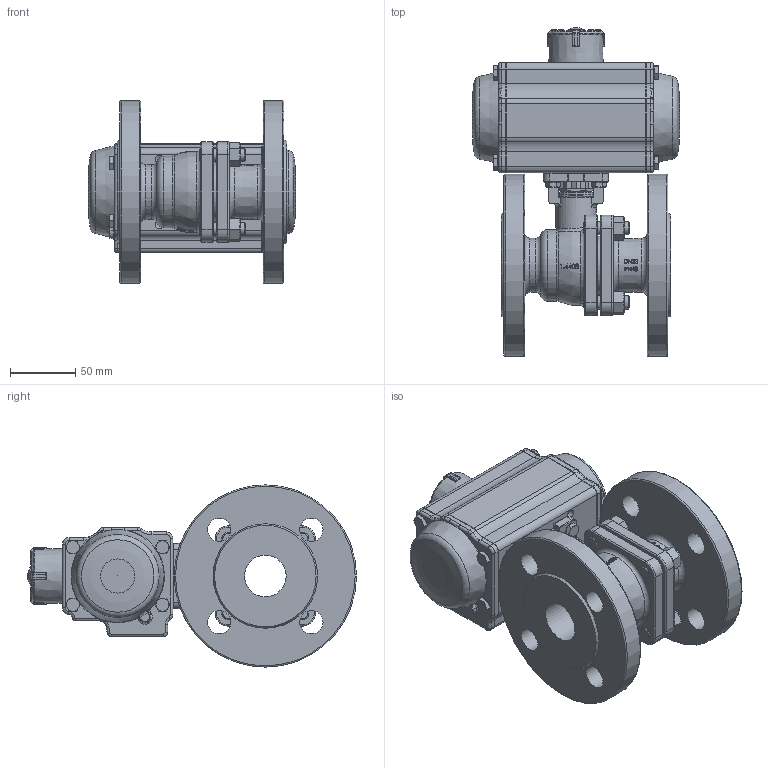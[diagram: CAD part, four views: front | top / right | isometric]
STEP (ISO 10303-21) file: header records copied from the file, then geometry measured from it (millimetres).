
FILE_DESCRIPTION(/* description */ ('Unknown'),/* implementation_level */ '2;1');
FILE_NAME(/* name */ 'DW03 0921_0930-07',/* time_stamp */ '2023-08-01T12:18:39+02:00',/* author */ ('Unknown'),/* organization */ ('Unknown'),/* preprocessor_version */ 'ST-DEVELOPER v18.102',/* originating_system */ 'Solid Edge',/* authorisation */ 'Unknown');
FILE_SCHEMA (('AUTOMOTIVE_DESIGN {1 0 10303 214 3 1 1}'));
Products named in the file (16): DW36-8.200.032; 8.200.032_(921-07); 概极; Hex thin nuts-Grades AB-Chamfered GB_GB_FASTENER_NUT_STNAB M16-N; Continous Stud_am_AM -- M10 x 35  N; Hex Nut Style 1_AM_B18.2.4.1M - Hex nut, Style 1,  M10 x 1.5, with 16
mm WAF --D-N; 滅侂菜え; 源諳菜え; DIN 933 M6x14 A2-70 BLK_EDST; DW03_FR02_(DW36_FR26); KP-63; hexagon head bolts--product grade c gb_GB_FASTENER_BOLT_HHBC M6X30-N; cup head nib bolts with large head gb_GB_FASTENER_BOLT_CHNBW M6X25-N; _____________; ________(___________; ______
Assembly tree (34 placements, depth 3):
  DW36-8.200.032
    8.200.032_(921-07)
      概极
      Hex thin nuts-Grades AB-Chamfered GB_GB_FASTENER_NUT_STNAB M16-N
      Continous Stud_am_AM -- M10 x 35  N  x4
      Hex Nut Style 1_AM_B18.2.4.1M - Hex nut, Style 1,  M10 x 1.5, with 16
mm WAF --D-N  x4
      滅侂菜え
      源諳菜え  x2
    DIN 933 M6x14 A2-70 BLK_EDST  x4
    DW03_FR02_(DW36_FR26)
      KP-63
      hexagon head bolts--product grade c gb_GB_FASTENER_BOLT_HHBC M6X30-N  x8
      cup head nib bolts with large head gb_GB_FASTENER_BOLT_CHNBW M6X25-N
      _____________  x2
      ________(___________  x2
      ______
Bounding box: 159 x 252.61 x 140 mm (x, y, z)
Volume: 1582134.6 mm3; surface area: 232962.5 mm2
Topology: 34 solids, 35 shells, 1762 faces, 4285 edges, 2660 vertices
Faces by surface type: plane 621, cylinder 404, bspline 318, cone 271, torus 137, sphere 11
Full cylindrical faces by diameter (mm): 2.325 x2, 3 x16, 3.3 x8, 4.2 x8, 4.66 x1, 5 x13, 6 x13, 6.2 x1, 6.8 x4, 8.5 x4, 8.8 x2, 10 x20, 13.835 x1, 15 x1, 15.6 x2, 15.8 x1, 18 x8, 20.2 x1, 24 x2, 25.5 x1, 28 x1, 28.962 x2, 31 x1, 32 x1, 33 x1, 38.5 x1, 41.6 x1, 44.527 x1, 55 x1, 140 x2
Entity records: 60286 total; most frequent: CARTESIAN_POINT 30359, ORIENTED_EDGE 6196, DIRECTION 5565, EDGE_CURVE 3098, AXIS2_PLACEMENT_3D 2116, VERTEX_POINT 2066, FACE_BOUND 1652, EDGE_LOOP 1627
